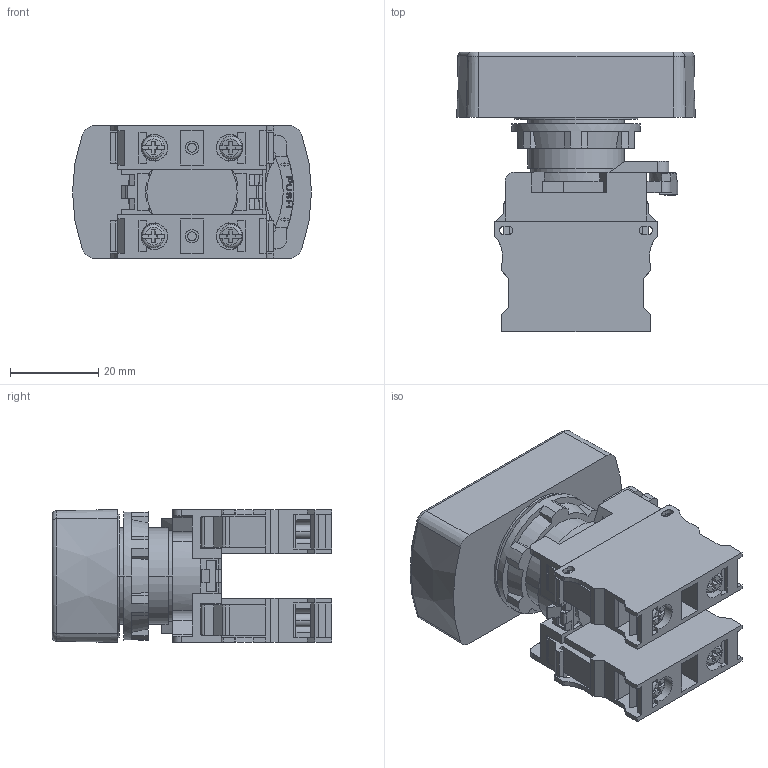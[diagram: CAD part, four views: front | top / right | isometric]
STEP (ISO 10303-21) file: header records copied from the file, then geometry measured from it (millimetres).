
FILE_DESCRIPTION((''),'2;1');
FILE_NAME('LA167-D8E-11X-2_ASM','2024-03-14T',('Administrator'),('zyb.com'),'PRO/ENGINEER BY PARAMETRIC TECHNOLOGY CORPORATION, 2010280','PRO/ENGINEER BY PARAMETRIC TECHNOLOGY CORPORATION, 2010280','');
FILE_SCHEMA(('CONFIG_CONTROL_DESIGN','SHAPE_APPEARANCE_LAYERS_GROUPS'));
Length unit declared in the file: millimetre
Products named in the file (4): Y20240312002; Y20240312001; Y202403120112; LA167-D8E-11X-2_ASM
Assembly tree (4 placements, depth 2):
  LA167-D8E-11X-2_ASM
    Y20240312002
    Y20240312001  x2
    Y202403120112
Bounding box: 54 x 63.2 x 30 mm (x, y, z)
Volume: 50724.8 mm3; surface area: 25762.7 mm2
Topology: 4 solids, 4 shells, 964 faces, 2737 edges, 1796 vertices
Faces by surface type: plane 744, cylinder 178, torus 18, cone 13, sphere 4, extrusion 4, bspline 3
Entity records: 25137 total; most frequent: CARTESIAN_POINT 4915, ORIENTED_EDGE 4310, DIRECTION 4028, EDGE_CURVE 2155, VECTOR 1686, LINE 1682, VERTEX_POINT 1414, AXIS2_PLACEMENT_3D 1171
